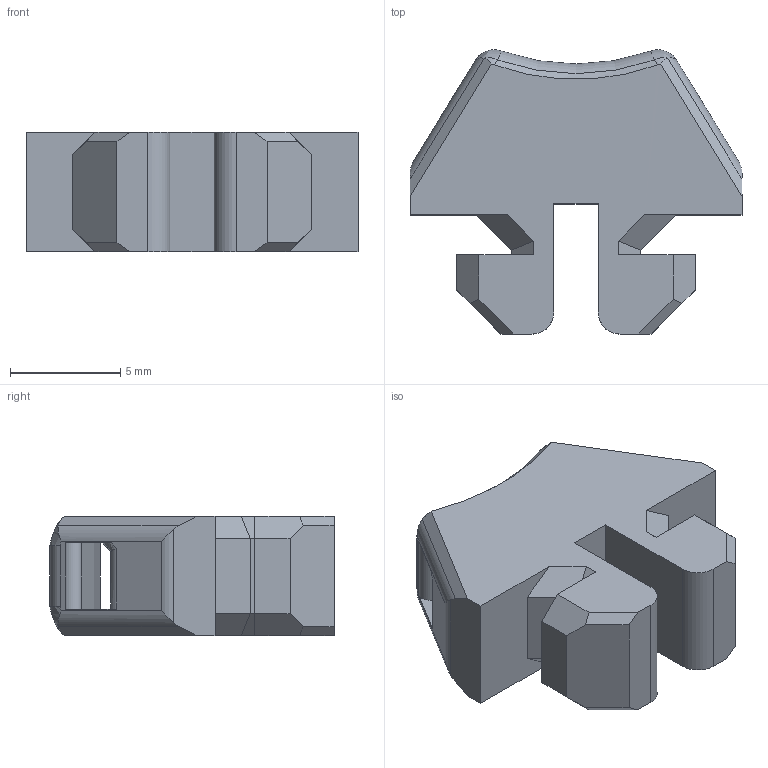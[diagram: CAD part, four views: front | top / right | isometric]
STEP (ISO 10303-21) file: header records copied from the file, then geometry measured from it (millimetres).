
FILE_DESCRIPTION(/* description */ (''),/* implementation_level */ '2;1');
FILE_NAME(/* name */ 'MB-Z10.electronics.MB-cable-clips.cable_clip_vertical.step',/* time_stamp */ '2023-03-27T17:12:37+02:00',/* author */ (''),/* organization */ (''),/* preprocessor_version */ 'ST-DEVELOPER v19.2',/* originating_system */ 'Autodesk Translation Framework v11.17.0.187',/* authorisation */ '');
FILE_SCHEMA (('AUTOMOTIVE_DESIGN { 1 0 10303 214 3 1 1 }'));
Length unit declared in the file: millimetre
Products named in the file (1): cable_clip_vertical
Bounding box: 15.05 x 12.89 x 5.4 mm (x, y, z)
Volume: 614.2 mm3; surface area: 679.8 mm2
Topology: 1 solids, 1 shells, 77 faces, 213 edges, 138 vertices
Faces by surface type: plane 45, cylinder 17, bspline 10, cone 3, torus 2
Entity records: 2900 total; most frequent: CARTESIAN_POINT 935, ORIENTED_EDGE 426, DIRECTION 366, EDGE_CURVE 213, LINE 140, VECTOR 140, VERTEX_POINT 138, AXIS2_PLACEMENT_3D 113
